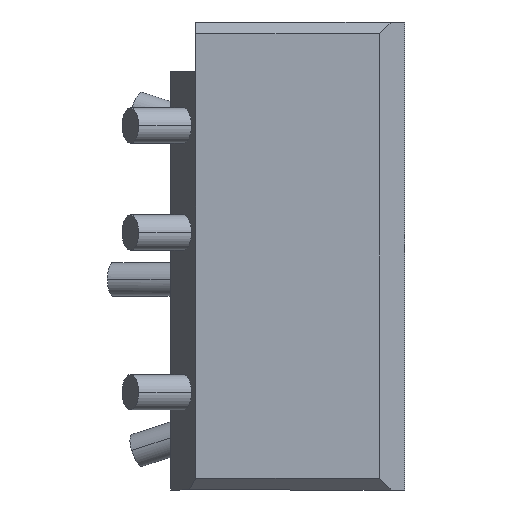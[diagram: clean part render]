
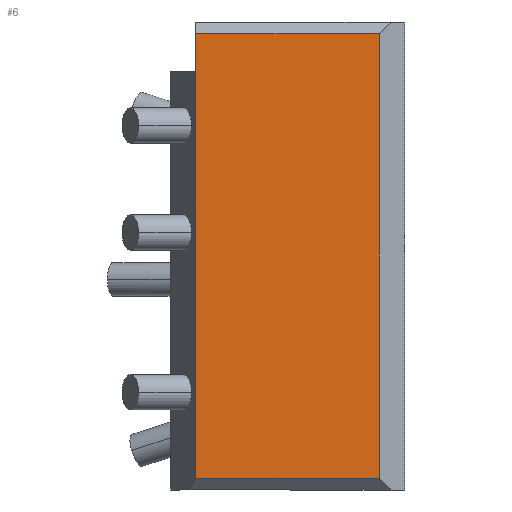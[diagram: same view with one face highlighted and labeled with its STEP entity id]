
A CAD part, left-side view. The second image highlights one B-rep face of the part: STEP entity #6.
In plain terms, the highlighted planar face has unit normal (-1, 0, 0).
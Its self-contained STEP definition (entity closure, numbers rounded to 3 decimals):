
#6 = ADVANCED_FACE ( 'NONE', ( #874 ), #435, .F. ) ;
#125 = AXIS2_PLACEMENT_3D ( 'NONE', #438, #440, #443 ) ;
#155 = EDGE_CURVE ( 'NONE', #500, #552, #751, .T. ) ;
#156 = EDGE_CURVE ( 'NONE', #552, #548, #748, .T. ) ;
#157 = EDGE_CURVE ( 'NONE', #548, #336, #745, .T. ) ;
#158 = EDGE_CURVE ( 'NONE', #336, #584, #743, .T. ) ;
#159 = EDGE_CURVE ( 'NONE', #584, #500, #741, .T. ) ;
#246 = CARTESIAN_POINT ( 'NONE',  ( -1480., 3570., 3800. ) ) ;
#263 = CARTESIAN_POINT ( 'NONE',  ( -1480., 3570., -3800. ) ) ;
#265 = CARTESIAN_POINT ( 'NONE',  ( -1480., 430., -3800. ) ) ;
#283 = CARTESIAN_POINT ( 'NONE',  ( -1480., 3570., 3147.854 ) ) ;
#287 = CARTESIAN_POINT ( 'NONE',  ( -1480., 430., 3800. ) ) ;
#336 = VERTEX_POINT ( 'NONE', #287 ) ;
#359 = DIRECTION ( 'NONE',  ( 0., 0., -1. ) ) ;
#360 = CARTESIAN_POINT ( 'NONE',  ( -1480., 3570., -4000. ) ) ;
#361 = DIRECTION ( 'NONE',  ( 0., 1., 0. ) ) ;
#362 = CARTESIAN_POINT ( 'NONE',  ( -1480., 4000., 3800. ) ) ;
#363 = DIRECTION ( 'NONE',  ( 0., 0., 1. ) ) ;
#365 = CARTESIAN_POINT ( 'NONE',  ( -1480., 430., -4000. ) ) ;
#368 = DIRECTION ( 'NONE',  ( 0., -1., 0. ) ) ;
#369 = CARTESIAN_POINT ( 'NONE',  ( -1480., 4000., -3800. ) ) ;
#370 = DIRECTION ( 'NONE',  ( 0., 0., -1. ) ) ;
#371 = CARTESIAN_POINT ( 'NONE',  ( -1480., 3570., -4000. ) ) ;
#435 = PLANE ( 'NONE',  #125 ) ;
#438 = CARTESIAN_POINT ( 'NONE',  ( -1480., 4000., -4000. ) ) ;
#440 = DIRECTION ( 'NONE',  ( 1., 0., 0. ) ) ;
#443 = DIRECTION ( 'NONE',  ( 0., 0., -1. ) ) ;
#500 = VERTEX_POINT ( 'NONE', #283 ) ;
#548 = VERTEX_POINT ( 'NONE', #265 ) ;
#552 = VERTEX_POINT ( 'NONE', #263 ) ;
#584 = VERTEX_POINT ( 'NONE', #246 ) ;
#739 = VECTOR ( 'NONE', #359, 1000. ) ;
#741 = LINE ( 'NONE', #360, #739 ) ;
#742 = VECTOR ( 'NONE', #361, 1000. ) ;
#743 = LINE ( 'NONE', #362, #742 ) ;
#744 = VECTOR ( 'NONE', #363, 1000. ) ;
#745 = LINE ( 'NONE', #365, #744 ) ;
#747 = VECTOR ( 'NONE', #368, 1000. ) ;
#748 = LINE ( 'NONE', #369, #747 ) ;
#749 = VECTOR ( 'NONE', #370, 1000. ) ;
#751 = LINE ( 'NONE', #371, #749 ) ;
#874 = FACE_OUTER_BOUND ( 'NONE', #901, .T. ) ;
#901 = EDGE_LOOP ( 'NONE', ( #943, #944, #945, #946, #947 ) ) ;
#943 = ORIENTED_EDGE ( 'NONE', *, *, #155, .T. ) ;
#944 = ORIENTED_EDGE ( 'NONE', *, *, #156, .T. ) ;
#945 = ORIENTED_EDGE ( 'NONE', *, *, #157, .T. ) ;
#946 = ORIENTED_EDGE ( 'NONE', *, *, #158, .T. ) ;
#947 = ORIENTED_EDGE ( 'NONE', *, *, #159, .T. ) ;
